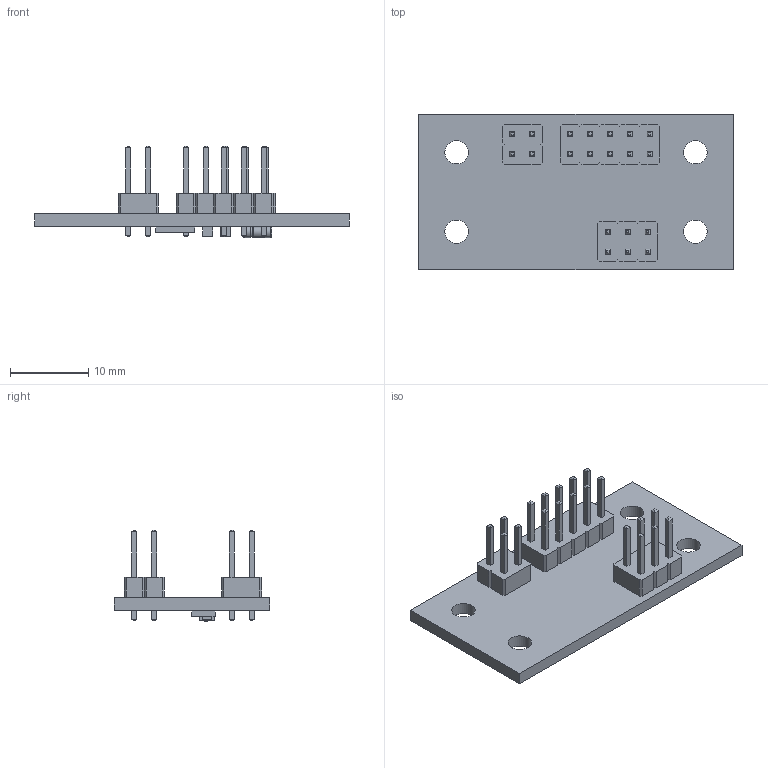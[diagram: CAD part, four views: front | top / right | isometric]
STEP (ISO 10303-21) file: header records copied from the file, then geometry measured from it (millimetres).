
FILE_DESCRIPTION(('KiCad electronic assembly'),'2;1');
FILE_NAME('ALTIMET02.step','2023-09-06T12:28:54',('Pcbnew'),('Kicad'), 'Open CASCADE STEP processor 7.6','KiCad to STEP converter','Unknown' );
FILE_SCHEMA(('AUTOMOTIVE_DESIGN { 1 0 10303 214 1 1 1 1 }'));
Length unit declared in the file: millimetre
Products named in the file (14): ALTIMET02 1; PinHeader_2x05_P2.54mm_Vertical; SOLID; PinHeader_2x02_P2.54mm_Vertical; PinHeader_2x03_P2.54mm_Vertical; C_0805_2012Metric; LGA-8_3x5mm_P1.25mm; D_MiniMELF; tmplmbmlu0x PCB
Assembly tree (14 placements, depth 3):
  ALTIMET02 1
    PinHeader_2x05_P2.54mm_Vertical
      SOLID
    PinHeader_2x02_P2.54mm_Vertical
      SOLID
    PinHeader_2x03_P2.54mm_Vertical
      SOLID
    C_0805_2012Metric  x2
      SOLID
    LGA-8_3x5mm_P1.25mm
      SOLID
    D_MiniMELF
      SOLID
    tmplmbmlu0x PCB
Bounding box: 40.13 x 19.81 x 11.64 mm (x, y, z)
Volume: 1626.6 mm3; surface area: 2852.1 mm2
Topology: 8 solids, 8 shells, 579 faces, 1356 edges, 850 vertices
Faces by surface type: plane 523, cylinder 54, revolution 2
Full cylindrical faces by diameter (mm): 0.2 x1, 0.889 x20, 1.35 x2, 1.4 x3, 3 x4
Entity records: 36134 total; most frequent: CARTESIAN_POINT 5600, DIRECTION 5011, LINE 3680, VECTOR 3680, ORIENTED_EDGE 2568, PCURVE 2568, DEFINITIONAL_REPRESENTATION 2568, EDGE_CURVE 1284
